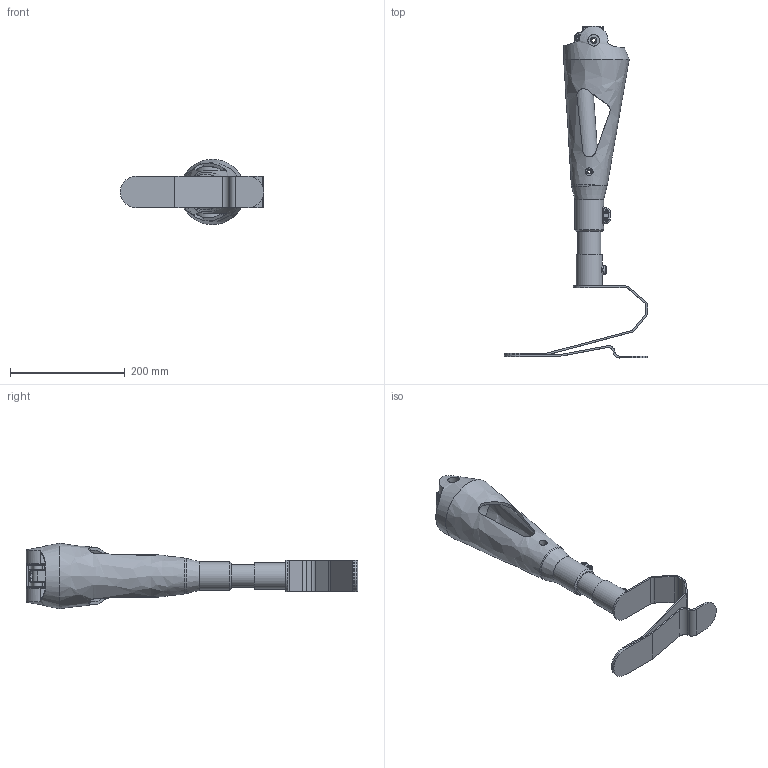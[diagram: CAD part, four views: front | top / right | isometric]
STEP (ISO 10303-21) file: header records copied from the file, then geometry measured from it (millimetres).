
FILE_DESCRIPTION(('FreeCAD Model'),'2;1');
FILE_NAME('Open CASCADE Shape Model','2025-04-29T12:19:48',('FreeCAD'),( 'FreeCAD'),'Open CASCADE STEP processor 7.6','FreeCAD','Unknown');
FILE_SCHEMA(('AUTOMOTIVE_DESIGN { 1 0 10303 214 1 1 1 1 }'));
Length unit declared in the file: millimetre
Products named in the file (1): Open CASCADE STEP translator 7.6 1
Bounding box: 250 x 578.98 x 114.4 mm (x, y, z)
Volume: 894270.4 mm3; surface area: 326855.2 mm2
Topology: 10 solids, 10 shells, 283 faces, 690 edges, 440 vertices
Faces by surface type: cylinder 120, plane 108, bspline 24, torus 24, extrusion 3, cone 2, offset 2
Full cylindrical faces by diameter (mm): 3.3 x4, 4.5 x4, 5 x3, 5.5 x2, 6 x4, 6.3 x1, 7 x2, 8 x2, 10 x5, 10.3 x1, 11 x4, 13.5 x2, 15 x1, 16 x3, 20 x2, 25 x1, 30 x1, 34 x1, 35 x1, 40 x3, 46 x1
Entity records: 15339 total; most frequent: CARTESIAN_POINT 8874, ORIENTED_EDGE 1366, DIRECTION 1282, EDGE_CURVE 683, AXIS2_PLACEMENT_3D 499, VERTEX_POINT 440, FACE_BOUND 347, EDGE_LOOP 347
